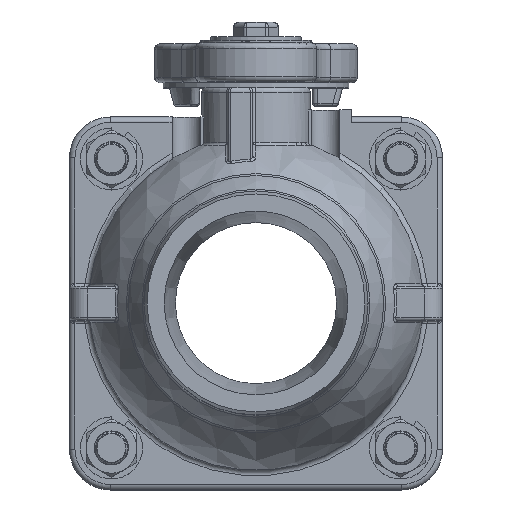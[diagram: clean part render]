
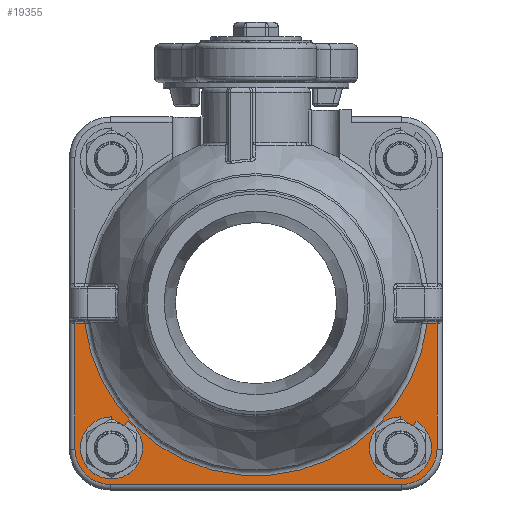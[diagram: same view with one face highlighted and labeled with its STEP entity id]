
A CAD part, top view. The second image highlights one B-rep face of the part: STEP entity #19355.
In plain terms, the highlighted face is planar.
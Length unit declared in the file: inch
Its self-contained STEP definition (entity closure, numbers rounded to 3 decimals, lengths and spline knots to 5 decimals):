
#1006=FACE_BOUND('',#2690,.T.);
#1007=FACE_BOUND('',#2691,.T.);
#1475=FACE_OUTER_BOUND('',#2689,.T.);
#2689=EDGE_LOOP('',(#13220,#13221,#13222,#13223,#13224,#13225,#13226,#13227));
#2690=EDGE_LOOP('',(#13228));
#2691=EDGE_LOOP('',(#13229));
#4041=CIRCLE('',#21061,1.90848);
#4042=CIRCLE('',#21062,0.39);
#4043=CIRCLE('',#21063,0.39);
#4044=CIRCLE('',#21064,0.2275);
#4045=CIRCLE('',#21065,0.2275);
#4764=LINE('',#29141,#6505);
#4765=LINE('',#29207,#6506);
#4767=LINE('',#29215,#6508);
#4768=LINE('',#29217,#6509);
#4769=LINE('',#29221,#6510);
#6505=VECTOR('',#23167,0.3937);
#6506=VECTOR('',#23178,0.3937);
#6508=VECTOR('',#23186,0.3937);
#6509=VECTOR('',#23187,0.3937);
#6510=VECTOR('',#23190,0.3937);
#8305=VERTEX_POINT('',#29123);
#8307=VERTEX_POINT('',#29137);
#8312=VERTEX_POINT('',#29206);
#8314=VERTEX_POINT('',#29212);
#8315=VERTEX_POINT('',#29214);
#8316=VERTEX_POINT('',#29216);
#8317=VERTEX_POINT('',#29218);
#8318=VERTEX_POINT('',#29220);
#8319=VERTEX_POINT('',#29223);
#8320=VERTEX_POINT('',#29225);
#10188=EDGE_CURVE('',#8305,#8307,#4764,.T.);
#10194=EDGE_CURVE('',#8307,#8312,#4765,.T.);
#10197=EDGE_CURVE('',#8314,#8305,#4041,.T.);
#10198=EDGE_CURVE('',#8315,#8314,#4767,.T.);
#10199=EDGE_CURVE('',#8316,#8315,#4768,.T.);
#10200=EDGE_CURVE('',#8317,#8316,#4042,.T.);
#10201=EDGE_CURVE('',#8318,#8317,#4769,.T.);
#10202=EDGE_CURVE('',#8312,#8318,#4043,.T.);
#10203=EDGE_CURVE('',#8319,#8319,#4044,.T.);
#10204=EDGE_CURVE('',#8320,#8320,#4045,.T.);
#13220=ORIENTED_EDGE('',*,*,#10188,.F.);
#13221=ORIENTED_EDGE('',*,*,#10197,.F.);
#13222=ORIENTED_EDGE('',*,*,#10198,.F.);
#13223=ORIENTED_EDGE('',*,*,#10199,.F.);
#13224=ORIENTED_EDGE('',*,*,#10200,.F.);
#13225=ORIENTED_EDGE('',*,*,#10201,.F.);
#13226=ORIENTED_EDGE('',*,*,#10202,.F.);
#13227=ORIENTED_EDGE('',*,*,#10194,.F.);
#13228=ORIENTED_EDGE('',*,*,#10203,.T.);
#13229=ORIENTED_EDGE('',*,*,#10204,.T.);
#18761=PLANE('',#21060);
#19355=ADVANCED_FACE('',(#1475,#1006,#1007),#18761,.T.);
#21060=AXIS2_PLACEMENT_3D('',#29211,#23182,#23183);
#21061=AXIS2_PLACEMENT_3D('',#29213,#23184,#23185);
#21062=AXIS2_PLACEMENT_3D('',#29219,#23188,#23189);
#21063=AXIS2_PLACEMENT_3D('',#29222,#23191,#23192);
#21064=AXIS2_PLACEMENT_3D('',#29224,#23193,#23194);
#21065=AXIS2_PLACEMENT_3D('',#29226,#23195,#23196);
#23167=DIRECTION('',(0.,0.,-1.));
#23178=DIRECTION('',(0.,-1.,0.));
#23182=DIRECTION('center_axis',(1.,0.,0.));
#23183=DIRECTION('ref_axis',(0.,0.,-1.));
#23184=DIRECTION('center_axis',(1.,0.,0.));
#23185=DIRECTION('ref_axis',(0.,-1.,0.));
#23186=DIRECTION('',(0.,0.,-1.));
#23187=DIRECTION('',(0.,1.,0.));
#23188=DIRECTION('center_axis',(-1.,0.,0.));
#23189=DIRECTION('ref_axis',(0.,-0.707,0.707));
#23190=DIRECTION('',(0.,0.,1.));
#23191=DIRECTION('center_axis',(-1.,0.,0.));
#23192=DIRECTION('ref_axis',(0.,-0.707,-0.707));
#23193=DIRECTION('center_axis',(-1.,0.,0.));
#23194=DIRECTION('ref_axis',(0.,1.,0.));
#23195=DIRECTION('center_axis',(-1.,0.,0.));
#23196=DIRECTION('ref_axis',(0.,1.,0.));
#29123=CARTESIAN_POINT('',(0.,-0.22,-1.89576));
#29137=CARTESIAN_POINT('',(0.,-0.22,-2.005));
#29141=CARTESIAN_POINT('',(0.,-0.22,-0.855));
#29206=CARTESIAN_POINT('',(0.,-1.615,-2.005));
#29207=CARTESIAN_POINT('',(0.,0.17224,-2.005));
#29211=CARTESIAN_POINT('Origin',(0.,1.95947,0.));
#29212=CARTESIAN_POINT('',(0.,-0.22,1.89576));
#29213=CARTESIAN_POINT('Origin',(0.,0.,0.));
#29214=CARTESIAN_POINT('',(0.,-0.22,2.005));
#29215=CARTESIAN_POINT('',(0.,-0.22,0.855));
#29216=CARTESIAN_POINT('',(0.,-1.615,2.005));
#29217=CARTESIAN_POINT('',(0.,1.78724,2.005));
#29218=CARTESIAN_POINT('',(0.,-2.005,1.615));
#29219=CARTESIAN_POINT('Origin',(0.,-1.615,1.615));
#29220=CARTESIAN_POINT('',(0.,-2.005,-1.615));
#29221=CARTESIAN_POINT('',(0.,-2.005,0.8075));
#29222=CARTESIAN_POINT('Origin',(0.,-1.615,-1.615));
#29223=CARTESIAN_POINT('',(0.,-1.8275,1.6));
#29224=CARTESIAN_POINT('Origin',(0.,-1.6,1.6));
#29225=CARTESIAN_POINT('',(0.,-1.8275,-1.6));
#29226=CARTESIAN_POINT('Origin',(0.,-1.6,-1.6));
